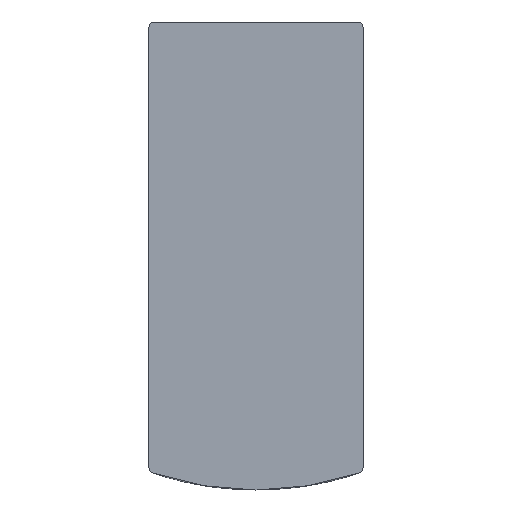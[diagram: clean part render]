
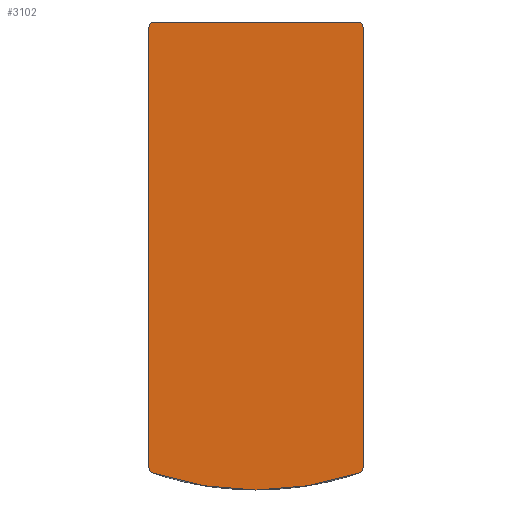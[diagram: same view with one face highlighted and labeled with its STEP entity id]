
A CAD part, front view. The second image highlights one B-rep face of the part: STEP entity #3102.
In plain terms, the highlighted planar face has unit normal (0, -1, 0).
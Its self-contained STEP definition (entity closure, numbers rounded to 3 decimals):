
#94=PLANE('',#4231);
#185=CIRCLE('',#4203,0.5);
#186=CIRCLE('',#4205,30.);
#187=CIRCLE('',#4208,0.5);
#190=CIRCLE('',#4213,0.5);
#193=CIRCLE('',#4218,0.5);
#348=LINE('',#5663,#594);
#352=LINE('',#5679,#598);
#354=LINE('',#5686,#600);
#594=VECTOR('',#4611,1000.);
#598=VECTOR('',#4627,1000.);
#600=VECTOR('',#4635,1000.);
#899=ORIENTED_EDGE('',*,*,#1722,.F.);
#900=ORIENTED_EDGE('',*,*,#1739,.F.);
#901=ORIENTED_EDGE('',*,*,#1711,.F.);
#902=ORIENTED_EDGE('',*,*,#1705,.F.);
#903=ORIENTED_EDGE('',*,*,#1700,.F.);
#904=ORIENTED_EDGE('',*,*,#1735,.F.);
#905=ORIENTED_EDGE('',*,*,#1730,.F.);
#906=ORIENTED_EDGE('',*,*,#1727,.F.);
#1700=EDGE_CURVE('',#2133,#2134,#185,.T.);
#1705=EDGE_CURVE('',#2134,#2138,#186,.T.);
#1711=EDGE_CURVE('',#2138,#2142,#187,.T.);
#1722=EDGE_CURVE('',#2149,#2150,#190,.T.);
#1727=EDGE_CURVE('',#2150,#2154,#348,.T.);
#1730=EDGE_CURVE('',#2154,#2156,#193,.T.);
#1735=EDGE_CURVE('',#2156,#2133,#352,.T.);
#1739=EDGE_CURVE('',#2142,#2149,#354,.T.);
#2133=VERTEX_POINT('',#5562);
#2134=VERTEX_POINT('',#5564);
#2138=VERTEX_POINT('',#5585);
#2142=VERTEX_POINT('',#5616);
#2149=VERTEX_POINT('',#5653);
#2150=VERTEX_POINT('',#5654);
#2154=VERTEX_POINT('',#5664);
#2156=VERTEX_POINT('',#5670);
#2485=EDGE_LOOP('',(#899,#900,#901,#902,#903,#904,#905,#906));
#2762=FACE_BOUND('',#2485,.T.);
#3102=ADVANCED_FACE('',(#2762),#94,.F.);
#4203=AXIS2_PLACEMENT_3D('',#5563,#4573,#4574);
#4205=AXIS2_PLACEMENT_3D('',#5584,#4579,#4580);
#4208=AXIS2_PLACEMENT_3D('',#5615,#4587,#4588);
#4213=AXIS2_PLACEMENT_3D('',#5652,#4601,#4602);
#4218=AXIS2_PLACEMENT_3D('',#5669,#4616,#4617);
#4231=AXIS2_PLACEMENT_3D('',#5697,#4647,#4648);
#4573=DIRECTION('',(0.,1.,0.));
#4574=DIRECTION('',(1.,0.,0.));
#4579=DIRECTION('',(0.,1.,0.));
#4580=DIRECTION('',(1.,0.,0.));
#4587=DIRECTION('',(0.,1.,0.));
#4588=DIRECTION('',(1.,0.,0.));
#4601=DIRECTION('',(0.,1.,0.));
#4602=DIRECTION('',(1.,0.,0.));
#4611=DIRECTION('',(0.,0.,1.));
#4616=DIRECTION('',(0.,1.,0.));
#4617=DIRECTION('',(1.,0.,0.));
#4627=DIRECTION('',(1.,0.,0.));
#4635=DIRECTION('',(-1.,0.,0.));
#4647=DIRECTION('',(0.,1.,0.));
#4648=DIRECTION('',(0.,0.,1.));
#5562=CARTESIAN_POINT('',(20.644,0.,10.));
#5563=CARTESIAN_POINT('',(20.644,0.,9.5));
#5564=CARTESIAN_POINT('',(21.118,0.,9.661));
#5584=CARTESIAN_POINT('',(-7.284,0.,0.));
#5585=CARTESIAN_POINT('',(21.118,0.,-9.661));
#5615=CARTESIAN_POINT('',(20.644,0.,-9.5));
#5616=CARTESIAN_POINT('',(20.644,0.,-10.));
#5652=CARTESIAN_POINT('',(-20.5,0.,-9.5));
#5653=CARTESIAN_POINT('',(-20.5,0.,-10.));
#5654=CARTESIAN_POINT('',(-21.,0.,-9.5));
#5663=CARTESIAN_POINT('',(-21.,0.,-9.5));
#5664=CARTESIAN_POINT('',(-21.,0.,9.5));
#5669=CARTESIAN_POINT('',(-20.5,0.,9.5));
#5670=CARTESIAN_POINT('',(-20.5,0.,10.));
#5679=CARTESIAN_POINT('',(-20.5,0.,10.));
#5686=CARTESIAN_POINT('',(20.644,0.,-10.));
#5697=CARTESIAN_POINT('',(-20.5,0.,-9.5));
